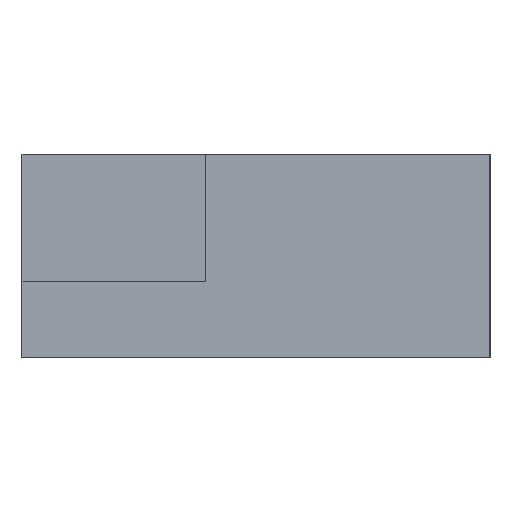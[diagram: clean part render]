
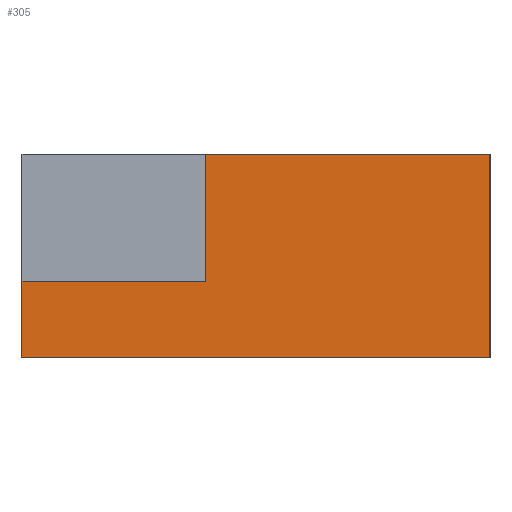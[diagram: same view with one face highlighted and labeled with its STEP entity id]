
A CAD part, left-side view. The second image highlights one B-rep face of the part: STEP entity #305.
In plain terms, the highlighted planar face has unit normal (-1, 0, 0).
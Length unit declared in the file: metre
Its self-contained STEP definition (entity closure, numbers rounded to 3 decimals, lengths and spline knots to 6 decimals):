
#44=ORIENTED_EDGE('',*,*,#118,.T.);
#45=ORIENTED_EDGE('',*,*,#120,.F.);
#46=ORIENTED_EDGE('',*,*,#103,.F.);
#47=ORIENTED_EDGE('',*,*,#121,.F.);
#48=ORIENTED_EDGE('',*,*,#122,.F.);
#49=ORIENTED_EDGE('',*,*,#123,.T.);
#103=EDGE_CURVE('',#145,#143,#173,.T.);
#118=EDGE_CURVE('',#157,#156,#188,.T.);
#120=EDGE_CURVE('',#143,#156,#190,.T.);
#121=EDGE_CURVE('',#158,#145,#191,.T.);
#122=EDGE_CURVE('',#159,#158,#192,.T.);
#123=EDGE_CURVE('',#159,#157,#193,.T.);
#143=VERTEX_POINT('',#432);
#145=VERTEX_POINT('',#436);
#156=VERTEX_POINT('',#467);
#157=VERTEX_POINT('',#469);
#158=VERTEX_POINT('',#474);
#159=VERTEX_POINT('',#476);
#173=LINE('',#437,#215);
#188=LINE('',#468,#230);
#190=LINE('',#472,#232);
#191=LINE('',#473,#233);
#192=LINE('',#475,#234);
#193=LINE('',#477,#235);
#215=VECTOR('',#356,1.);
#230=VECTOR('',#381,1.);
#232=VECTOR('',#385,1.);
#233=VECTOR('',#386,1.);
#234=VECTOR('',#387,1.);
#235=VECTOR('',#388,1.);
#257=EDGE_LOOP('',(#44,#45,#46,#47,#48,#49));
#273=FACE_BOUND('',#257,.T.);
#289=PLANE('',#334);
#305=ADVANCED_FACE('',(#273),#289,.F.);
#334=AXIS2_PLACEMENT_3D('',#471,#383,#384);
#356=DIRECTION('',(0.,0.,1.));
#381=DIRECTION('',(0.,0.,1.));
#383=DIRECTION('',(1.,0.,0.));
#384=DIRECTION('',(0.,-1.,0.));
#385=DIRECTION('',(0.,-1.,0.));
#386=DIRECTION('',(0.,-1.,0.));
#387=DIRECTION('',(0.,0.,1.));
#388=DIRECTION('',(0.,-1.,0.));
#432=CARTESIAN_POINT('',(-0.00755,-0.0006,0.002));
#436=CARTESIAN_POINT('',(-0.00755,-0.0006,0.00075));
#437=CARTESIAN_POINT('',(-0.00755,-0.0006,0.002));
#467=CARTESIAN_POINT('',(-0.00755,-0.0034,0.002));
#468=CARTESIAN_POINT('',(-0.00755,-0.0034,0.));
#469=CARTESIAN_POINT('',(-0.00755,-0.0034,0.));
#471=CARTESIAN_POINT('',(-0.00755,0.0012,0.));
#472=CARTESIAN_POINT('',(-0.00755,0.0012,0.002));
#473=CARTESIAN_POINT('',(-0.00755,0.001217,0.00075));
#474=CARTESIAN_POINT('',(-0.00755,0.0012,0.00075));
#475=CARTESIAN_POINT('',(-0.00755,0.0012,0.));
#476=CARTESIAN_POINT('',(-0.00755,0.0012,0.));
#477=CARTESIAN_POINT('',(-0.00755,0.0012,0.));
